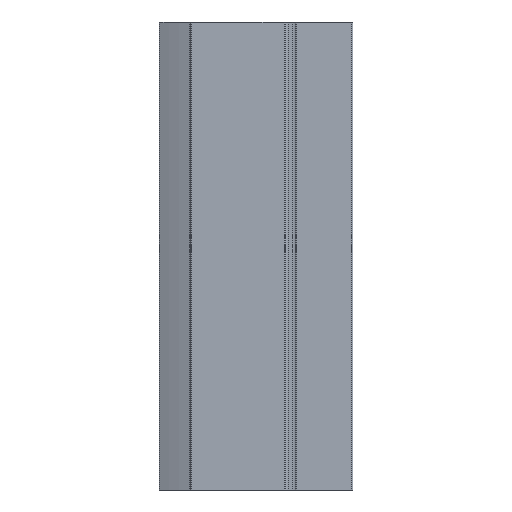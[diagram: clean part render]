
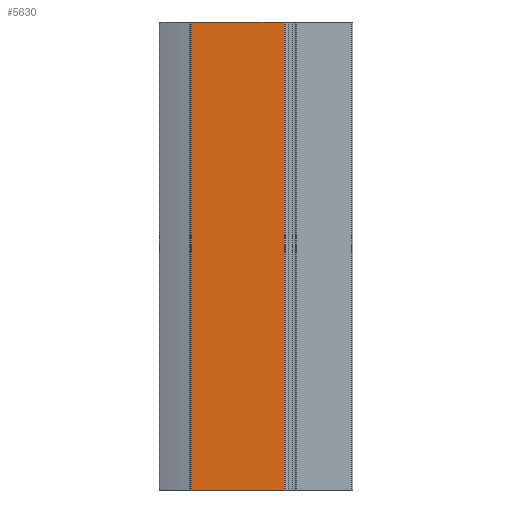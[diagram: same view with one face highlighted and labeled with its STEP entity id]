
A CAD part, front view. The second image highlights one B-rep face of the part: STEP entity #5630.
In plain terms, the highlighted planar face has unit normal (0, -1, 0).
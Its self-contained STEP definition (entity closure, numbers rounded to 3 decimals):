
#267=PLANE('',#6093);
#867=ORIENTED_EDGE('',*,*,#2315,.F.);
#868=ORIENTED_EDGE('',*,*,#2314,.F.);
#869=ORIENTED_EDGE('',*,*,#2316,.T.);
#870=ORIENTED_EDGE('',*,*,#2317,.T.);
#2314=EDGE_CURVE('',#3035,#3034,#3566,.T.);
#2315=EDGE_CURVE('',#3034,#3036,#3567,.T.);
#2316=EDGE_CURVE('',#3035,#3037,#3568,.T.);
#2317=EDGE_CURVE('',#3037,#3036,#3569,.T.);
#3034=VERTEX_POINT('',#9036);
#3035=VERTEX_POINT('',#9038);
#3036=VERTEX_POINT('',#9042);
#3037=VERTEX_POINT('',#9044);
#3566=LINE('',#9039,#3934);
#3567=LINE('',#9041,#3935);
#3568=LINE('',#9043,#3936);
#3569=LINE('',#9045,#3937);
#3934=VECTOR('',#6872,1000.);
#3935=VECTOR('',#6875,1000.);
#3936=VECTOR('',#6876,1000.);
#3937=VECTOR('',#6877,1000.);
#4311=EDGE_LOOP('',(#867,#868,#869,#870));
#4915=FACE_BOUND('',#4311,.T.);
#5630=ADVANCED_FACE('',(#4915),#267,.T.);
#6093=AXIS2_PLACEMENT_3D('',#9040,#6873,#6874);
#6872=DIRECTION('',(0.,0.,1.));
#6873=DIRECTION('',(0.,-1.,0.));
#6874=DIRECTION('',(0.,0.,-1.));
#6875=DIRECTION('',(1.,0.,0.));
#6876=DIRECTION('',(1.,0.,0.));
#6877=DIRECTION('',(0.,0.,1.));
#9036=CARTESIAN_POINT('',(-47.42,0.,0.));
#9038=CARTESIAN_POINT('',(-47.42,0.,-224.5));
#9039=CARTESIAN_POINT('',(-47.42,0.,-224.5));
#9040=CARTESIAN_POINT('',(-47.42,0.,-224.5));
#9041=CARTESIAN_POINT('',(-47.42,0.,0.));
#9042=CARTESIAN_POINT('',(-3.,0.,0.));
#9043=CARTESIAN_POINT('',(-47.42,0.,-224.5));
#9044=CARTESIAN_POINT('',(-3.,0.,-224.5));
#9045=CARTESIAN_POINT('',(-3.,0.,-224.5));
